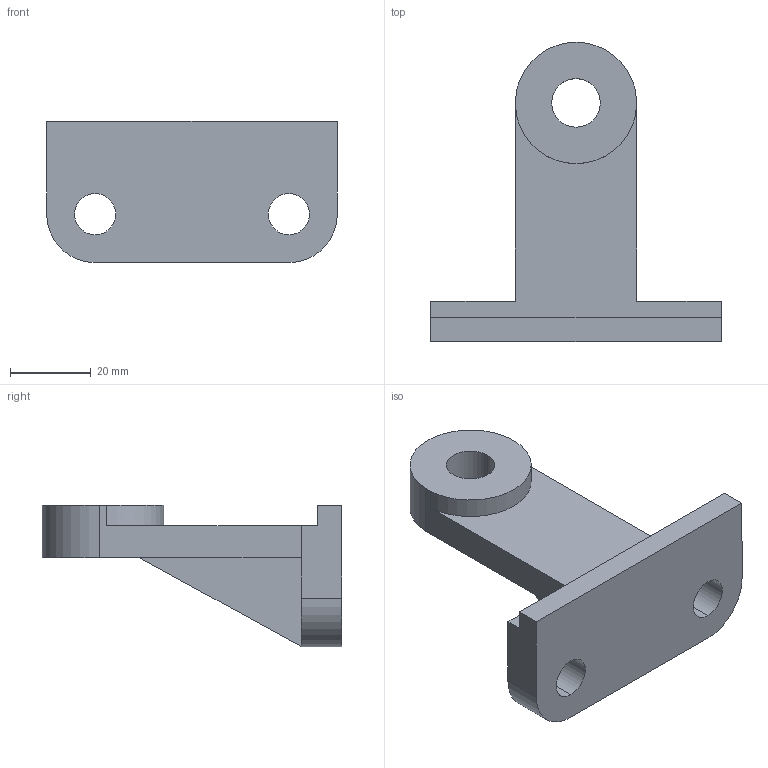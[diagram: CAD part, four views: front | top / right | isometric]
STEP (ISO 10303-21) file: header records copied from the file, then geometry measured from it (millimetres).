
FILE_DESCRIPTION (( 'STEP AP203' ), '1' );
FILE_NAME ('assembly 2.STEP', '2025-08-30T16:41:59', ( '' ), ( '' ), 'SwSTEP 2.0', 'SolidWorks 2024', '' );
FILE_SCHEMA (( 'CONFIG_CONTROL_DESIGN' ));
Length unit declared in the file: millimetre
Products named in the file (1): assembly 2
Bounding box: 72 x 74.13 x 35 mm (x, y, z)
Volume: 42605.4 mm3; surface area: 13258.5 mm2
Topology: 1 solids, 1 shells, 26 faces, 70 edges, 46 vertices
Faces by surface type: plane 16, cylinder 10
Entity records: 907 total; most frequent: DIRECTION 144, CARTESIAN_POINT 143, ORIENTED_EDGE 140, EDGE_CURVE 70, VECTOR 50, LINE 50, AXIS2_PLACEMENT_3D 47, VERTEX_POINT 46
